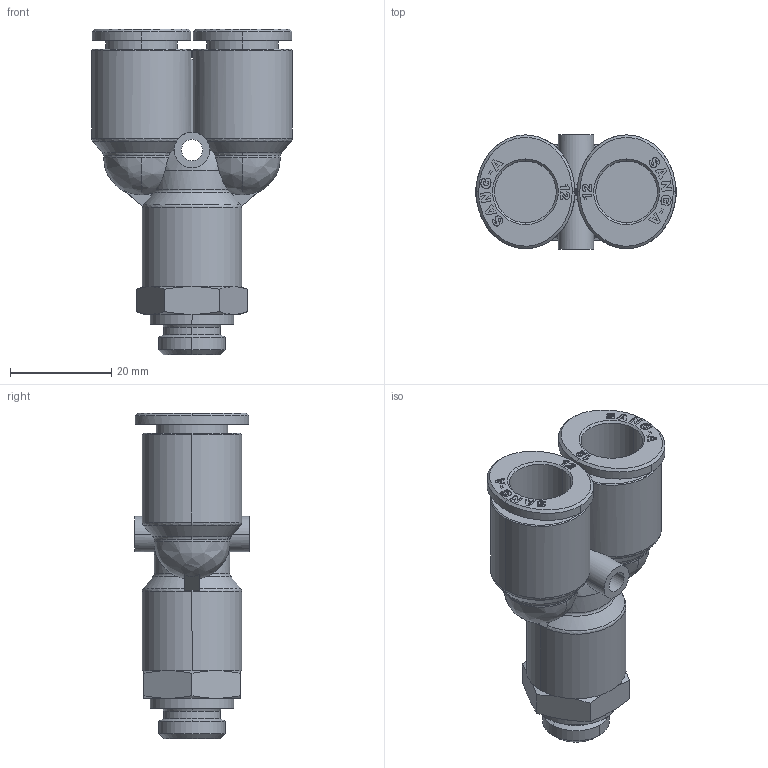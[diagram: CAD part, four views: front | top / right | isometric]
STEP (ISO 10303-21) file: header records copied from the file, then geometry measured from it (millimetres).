
FILE_DESCRIPTION (( 'STEP AP214' ), '1' );
FILE_NAME ('PWT12-G02.stp', '2015-09-28T07:59:22', ( '' ), ( '' ), 'SwSTEP 2.0', 'SolidWorks 2015', '' );
FILE_SCHEMA (( 'AUTOMOTIVE_DESIGN' ));
Length unit declared in the file: millimetre
Products named in the file (2): ｦ+ﾃｦ1; PWT12-G02
Assembly tree (1 placements, depth 2):
  PWT12-G02
    ｦ+ﾃｦ1
Bounding box: 39.7 x 22.7 x 64.4 mm (x, y, z)
Volume: 19896.4 mm3; surface area: 9860.1 mm2
Topology: 1 solids, 1 shells, 813 faces, 2315 edges, 1535 vertices
Faces by surface type: plane 699, cone 40, cylinder 35, bspline 32, torus 7
Entity records: 29140 total; most frequent: CARTESIAN_POINT 7024, ORIENTED_EDGE 4630, DIRECTION 3897, EDGE_CURVE 2315, VECTOR 2021, LINE 2021, VERTEX_POINT 1535, AXIS2_PLACEMENT_3D 938
